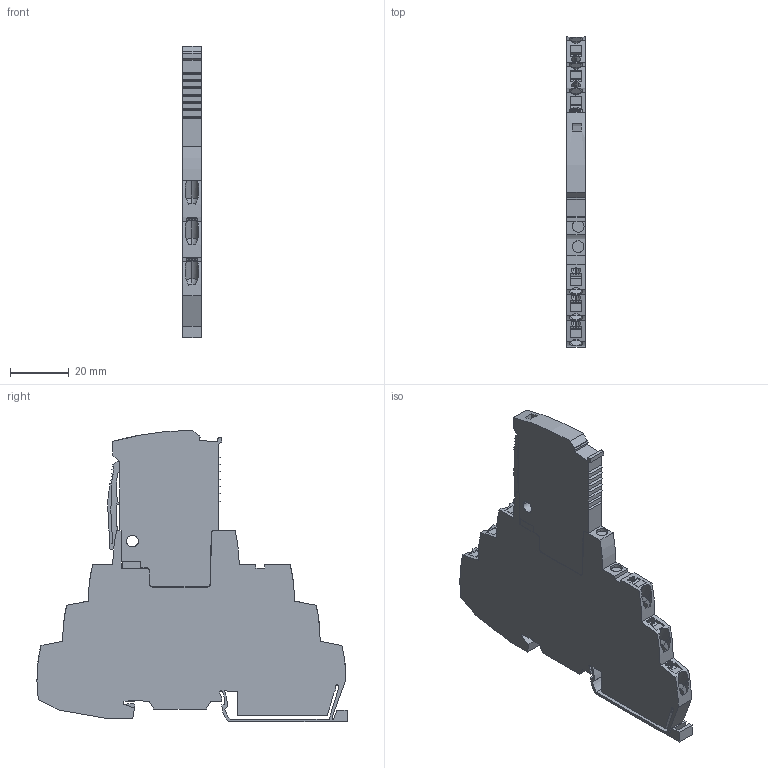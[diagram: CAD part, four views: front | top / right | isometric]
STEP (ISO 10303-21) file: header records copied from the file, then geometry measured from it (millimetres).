
FILE_DESCRIPTION(('Creo Elements/Direct Modeling STEP Export'),'2;1');
FILE_NAME('model.stp','2020-06-03T16:24:27',(''),(''),'Creo Elements/Direct Modeling STEP processor for AP214 (Solid Model)','Creo Elements/Direct Modeling 20.1A 29-Sep-2018 (C) Parametric Technology GmbH','');
FILE_SCHEMA(('AUTOMOTIVE_DESIGN { 1 0 10303 214 1 1 1 1 }'));
Length unit declared in the file: millimetre
Products named in the file (2): TTC_6P...PT-I-select
Assembly tree (1 placements, depth 2):
  TTC_6P...PT-I-select
    TTC_6P...PT-I-select
Bounding box: 6.3 x 105.77 x 99.4 mm (x, y, z)
Volume: 37687.8 mm3; surface area: 17392.7 mm2
Topology: 1 solids, 1 shells, 485 faces, 1388 edges, 923 vertices
Faces by surface type: plane 340, cylinder 129, cone 16
Entity records: 20112 total; most frequent: CARTESIAN_POINT 3616, ORIENTED_EDGE 2776, DIRECTION 2474, EDGE_CURVE 1388, VECTOR 1018, LINE 1018, VERTEX_POINT 923, AXIS2_PLACEMENT_3D 728
